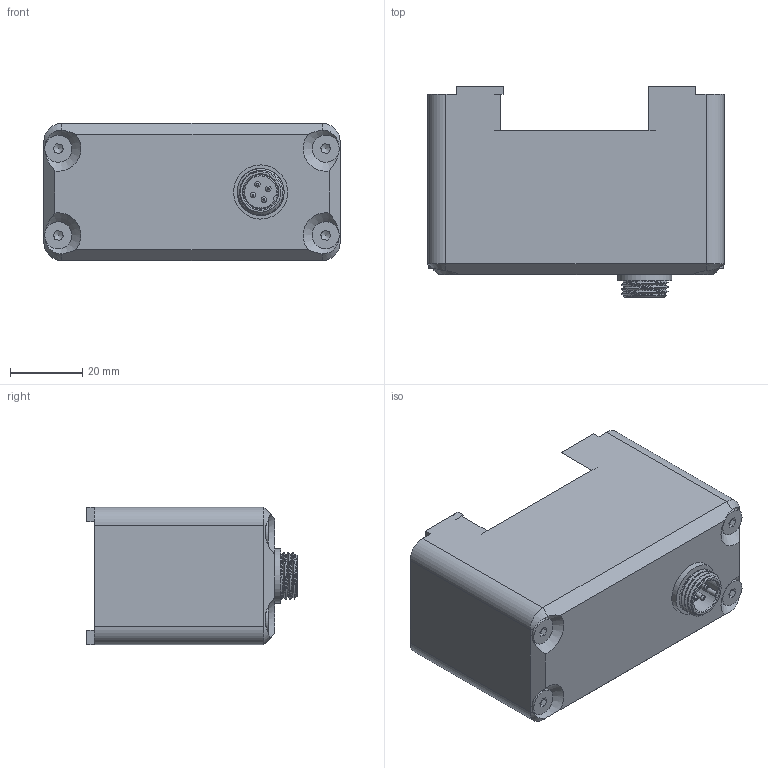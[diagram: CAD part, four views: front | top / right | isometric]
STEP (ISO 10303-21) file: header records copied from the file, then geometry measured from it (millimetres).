
FILE_DESCRIPTION(('STEP AP214'), '1');
FILE_NAME('Ôëàíåö ñ ìîòîð-ðåäóêòîðîì 3', '', ('UNSPECIFIED'), ('UNSPECIFIED'), 'C3D Converter', 'C3D Toolkit', '');
FILE_SCHEMA(('AUTOMOTIVE_DESIGN { 1 0 10303 214 3 1 1}'));
Length unit declared in the file: millimetre
Assembly tree (7 placements, depth 2):
  (unnamed)
    (unnamed)
    (unnamed)  x4
    (unnamed)
    (unnamed)
Bounding box: 82 x 58.2 x 38 mm (x, y, z)
Volume: 44821.6 mm3; surface area: 32119.7 mm2
Topology: 6 solids, 7 shells, 205 faces, 584 edges, 421 vertices
Faces by surface type: plane 101, cylinder 60, cone 28, bspline 8, torus 8
Full cylindrical faces by diameter (mm): 0.6 x4, 1.5 x8, 4 x4, 4.5 x4, 7.53 x4, 11 x1, 12 x4, 15 x1
Entity records: 13172 total; most frequent: CARTESIAN_POINT 7357, ORIENTED_EDGE 862, DIRECTION 811, EDGE_CURVE 436, VERTEX_POINT 325, AXIS2_PLACEMENT_3D 318, EDGE_LOOP 221, FACE_BOUND 198
